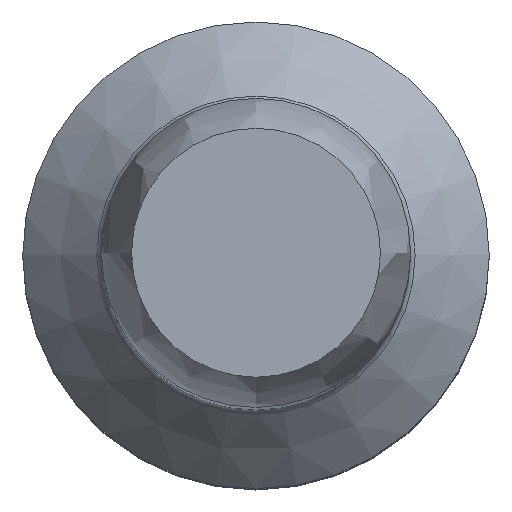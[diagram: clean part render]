
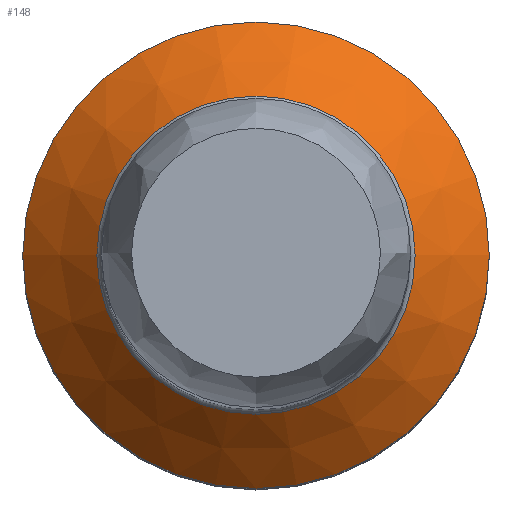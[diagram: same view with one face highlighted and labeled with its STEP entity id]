
A CAD part, top view. The second image highlights one B-rep face of the part: STEP entity #148.
In plain terms, the highlighted conical face has half-angle 45 degrees and reference radius 3 mm.
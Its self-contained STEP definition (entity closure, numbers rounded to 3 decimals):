
#116=CONICAL_SURFACE('',#954,3.,45.);
#148=ADVANCED_FACE('',(#213,#214),#116,.T.);
#213=FACE_BOUND('',#278,.T.);
#214=FACE_BOUND('',#279,.T.);
#278=EDGE_LOOP('',(#562));
#279=EDGE_LOOP('',(#563));
#345=CIRCLE('',#951,3.);
#346=CIRCLE('',#953,2.046);
#562=ORIENTED_EDGE('',*,*,#796,.T.);
#563=ORIENTED_EDGE('',*,*,#795,.T.);
#688=VERTEX_POINT('',#1866);
#689=VERTEX_POINT('',#1869);
#795=EDGE_CURVE('',#688,#688,#345,.T.);
#796=EDGE_CURVE('',#689,#689,#346,.T.);
#951=AXIS2_PLACEMENT_3D('',#1865,#1119,#1120);
#953=AXIS2_PLACEMENT_3D('',#1868,#1123,#1124);
#954=AXIS2_PLACEMENT_3D('',#1870,#1125,#1126);
#1119=DIRECTION('',(0.,0.,1.));
#1120=DIRECTION('',(-1.,0.,0.));
#1123=DIRECTION('',(0.,0.,-1.));
#1124=DIRECTION('',(1.,0.,0.));
#1125=DIRECTION('',(0.,0.,-1.));
#1126=DIRECTION('',(1.,0.,0.));
#1865=CARTESIAN_POINT('',(0.,0.,10.238));
#1866=CARTESIAN_POINT('',(-3.,0.,10.238));
#1868=CARTESIAN_POINT('',(0.,0.,11.191));
#1869=CARTESIAN_POINT('',(2.046,0.,11.191));
#1870=CARTESIAN_POINT('',(0.,0.,10.238));
